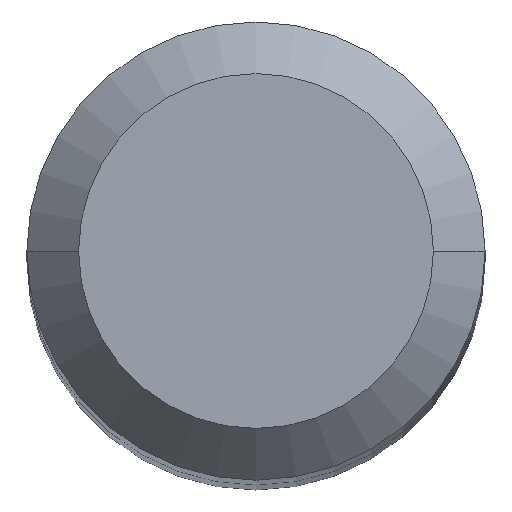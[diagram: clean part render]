
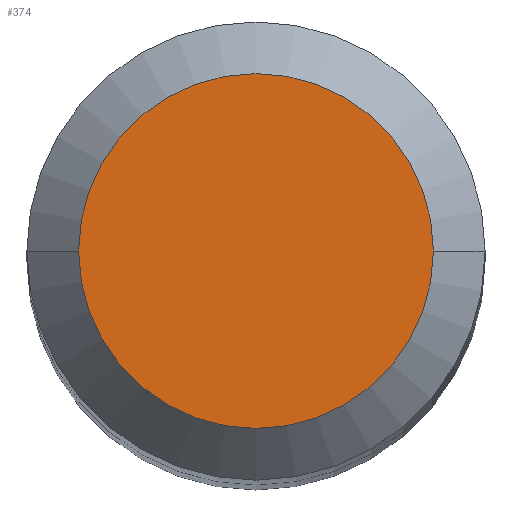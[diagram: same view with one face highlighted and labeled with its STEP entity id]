
A CAD part, top view. The second image highlights one B-rep face of the part: STEP entity #374.
In plain terms, the highlighted planar face has unit normal (0, 0, 1).
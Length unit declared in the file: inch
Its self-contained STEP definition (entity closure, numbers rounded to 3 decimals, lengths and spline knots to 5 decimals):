
#36 = DIRECTION ( 'NONE',  ( 0., 0., 1. ) ) ;
#44 = ORIENTED_EDGE ( 'NONE', *, *, #303, .T. ) ;
#64 = AXIS2_PLACEMENT_3D ( 'NONE', #333, #302, #278 ) ;
#77 = CARTESIAN_POINT ( 'NONE',  ( 0., 0., 0. ) ) ;
#96 = EDGE_CURVE ( 'NONE', #279, #269, #134, .T. ) ;
#133 = PLANE ( 'NONE',  #64 ) ;
#134 = CIRCLE ( 'NONE', #163, 0.10725 ) ;
#160 = CARTESIAN_POINT ( 'NONE',  ( -0.10725, 0., 0. ) ) ;
#163 = AXIS2_PLACEMENT_3D ( 'NONE', #77, #262, #206 ) ;
#174 = ORIENTED_EDGE ( 'NONE', *, *, #96, .T. ) ;
#206 = DIRECTION ( 'NONE',  ( 1., 0., 0. ) ) ;
#212 = CARTESIAN_POINT ( 'NONE',  ( 0.10725, 0., 0. ) ) ;
#217 = FACE_OUTER_BOUND ( 'NONE', #263, .T. ) ;
#221 = CARTESIAN_POINT ( 'NONE',  ( 0., 0., 0. ) ) ;
#231 = AXIS2_PLACEMENT_3D ( 'NONE', #221, #36, #327 ) ;
#262 = DIRECTION ( 'NONE',  ( 0., 0., 1. ) ) ;
#263 = EDGE_LOOP ( 'NONE', ( #174, #44 ) ) ;
#269 = VERTEX_POINT ( 'NONE', #212 ) ;
#278 = DIRECTION ( 'NONE',  ( -1., 0., 0. ) ) ;
#279 = VERTEX_POINT ( 'NONE', #160 ) ;
#302 = DIRECTION ( 'NONE',  ( 0., 0., -1. ) ) ;
#303 = EDGE_CURVE ( 'NONE', #269, #279, #350, .T. ) ;
#327 = DIRECTION ( 'NONE',  ( 1., 0., 0. ) ) ;
#333 = CARTESIAN_POINT ( 'NONE',  ( 0., 0., 0. ) ) ;
#350 = CIRCLE ( 'NONE', #231, 0.10725 ) ;
#374 = ADVANCED_FACE ( 'NONE', ( #217 ), #133, .F. ) ;
